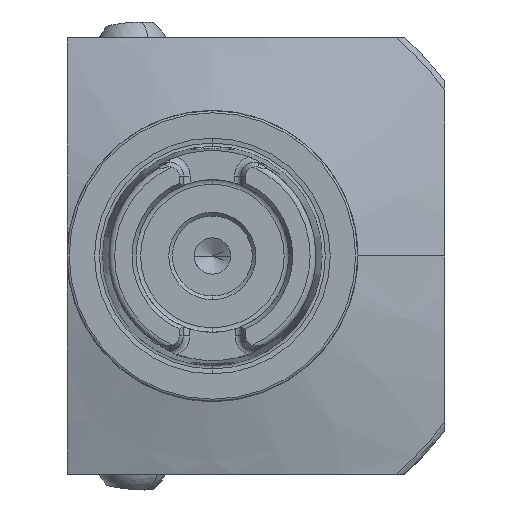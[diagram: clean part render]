
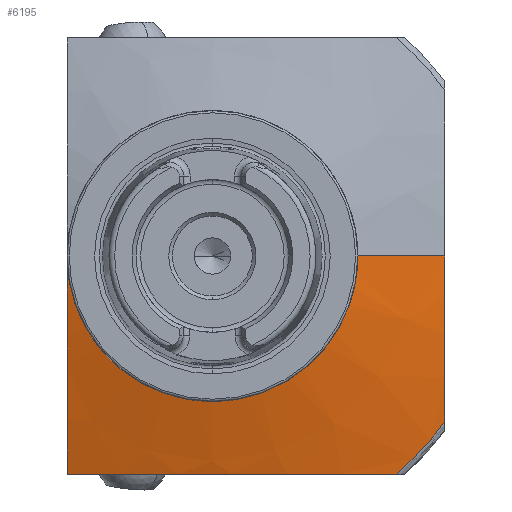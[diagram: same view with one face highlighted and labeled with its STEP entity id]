
A CAD part, left-side view. The second image highlights one B-rep face of the part: STEP entity #6195.
In plain terms, the highlighted conical face has half-angle 75 degrees and reference radius 39.259 mm.
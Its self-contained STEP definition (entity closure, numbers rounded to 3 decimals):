
#23 = VERTEX_POINT ( 'NONE', #2118 ) ;
#432 = CIRCLE ( 'NONE', #837, 17.241 ) ;
#733 = EDGE_CURVE ( 'NONE', #1179, #23, #432, .T. ) ;
#837 = AXIS2_PLACEMENT_3D ( 'NONE', #2209, #2210, #2211 ) ;
#1179 = VERTEX_POINT ( 'NONE', #4532 ) ;
#1233 = VERTEX_POINT ( 'NONE', #4558 ) ;
#1237 = VERTEX_POINT ( 'NONE', #4562 ) ;
#1248 = VERTEX_POINT ( 'NONE', #4573 ) ;
#1249 = VERTEX_POINT ( 'NONE', #4574 ) ;
#1252 = VERTEX_POINT ( 'NONE', #4577 ) ;
#1345 = ORIENTED_EDGE ( 'NONE', *, *, #2946, .F. ) ;
#1346 = ORIENTED_EDGE ( 'NONE', *, *, #733, .T. ) ;
#1347 = ORIENTED_EDGE ( 'NONE', *, *, #2865, .T. ) ;
#1348 = ORIENTED_EDGE ( 'NONE', *, *, #7443, .T. ) ;
#1349 = ORIENTED_EDGE ( 'NONE', *, *, #7444, .T. ) ;
#1350 = ORIENTED_EDGE ( 'NONE', *, *, #7438, .F. ) ;
#1351 = ORIENTED_EDGE ( 'NONE', *, *, #7445, .T. ) ;
#2118 = CARTESIAN_POINT ( 'NONE',  ( 35.199, 17.241, 0. ) ) ;
#2209 = CARTESIAN_POINT ( 'NONE',  ( 35.199, 0., 0. ) ) ;
#2210 = DIRECTION ( 'NONE',  ( 1., 0., 0. ) ) ;
#2211 = DIRECTION ( 'NONE',  ( 0., 1., 0. ) ) ;
#2561 = AXIS2_PLACEMENT_3D ( 'NONE', #8742, #8740, #8734 ) ;
#2623 = AXIS2_PLACEMENT_3D ( 'NONE', #5202, #5203, #5204 ) ;
#2865 = EDGE_CURVE ( 'NONE', #23, #1237, #3120, .T. ) ;
#2946 = EDGE_CURVE ( 'NONE', #1179, #1233, #3247, .T. ) ;
#3120 = LINE ( 'NONE', #7000, #3125 ) ;
#3125 = VECTOR ( 'NONE', #6985, 1000. ) ;
#3247 = LINE ( 'NONE', #7233, #3249 ) ;
#3249 = VECTOR ( 'NONE', #7216, 1000. ) ;
#3460 = FACE_OUTER_BOUND ( 'NONE', #8769, .T. ) ;
#3466 = CONICAL_SURFACE ( 'NONE', #2561, 39.259, 1.309 ) ;
#4273 = B_SPLINE_CURVE_WITH_KNOTS ( 'NONE', 3,
 ( #5247, #5246, #5260, #5261, #5262, #5263, #5264, #5265, #5266, #5267 ),
 .UNSPECIFIED., .F., .F.,
 ( 4, 2, 2, 2, 4 ),
 ( 0.118, 0.126, 0.133, 0.141, 0.148 ),
 .UNSPECIFIED. ) ;
#4274 = B_SPLINE_CURVE_WITH_KNOTS ( 'NONE', 3,
 ( #5259, #5258, #5270, #5271, #5272, #5273, #5274, #5275, #5276, #5277, #5278, #5279, #5280, #5281 ),
 .UNSPECIFIED., .F., .F.,
 ( 4, 2, 2, 2, 2, 2, 4 ),
 ( 0.091, 0.097, 0.102, 0.108, 0.114, 0.125, 0.136 ),
 .UNSPECIFIED. ) ;
#4279 = B_SPLINE_CURVE_WITH_KNOTS ( 'NONE', 3,
 ( #5269, #5268, #5284, #5285, #5286, #5287 ),
 .UNSPECIFIED., .F., .F.,
 ( 4, 2, 4 ),
 ( 0.039, 0.05, 0.062 ),
 .UNSPECIFIED. ) ;
#4532 = CARTESIAN_POINT ( 'NONE',  ( 35.199, -17.241, 0. ) ) ;
#4558 = CARTESIAN_POINT ( 'NONE',  ( 39.153, -32., 0. ) ) ;
#4562 = CARTESIAN_POINT ( 'NONE',  ( 35.938, 20., 0. ) ) ;
#4573 = CARTESIAN_POINT ( 'NONE',  ( 41.098, -32., -22.743 ) ) ;
#4574 = CARTESIAN_POINT ( 'NONE',  ( 41.098, -25.323, -30. ) ) ;
#4577 = CARTESIAN_POINT ( 'NONE',  ( 40.24, 20., -30. ) ) ;
#5202 = CARTESIAN_POINT ( 'NONE',  ( 41.098, 0., 0. ) ) ;
#5203 = DIRECTION ( 'NONE',  ( 1., 0., 0. ) ) ;
#5204 = DIRECTION ( 'NONE',  ( 0., 1., 0. ) ) ;
#5246 = CARTESIAN_POINT ( 'NONE',  ( 35.938, 20., -2.533 ) ) ;
#5247 = CARTESIAN_POINT ( 'NONE',  ( 35.938, 20., 0. ) ) ;
#5258 = CARTESIAN_POINT ( 'NONE',  ( 39.959, 18.113, -30. ) ) ;
#5259 = CARTESIAN_POINT ( 'NONE',  ( 40.24, 20., -30. ) ) ;
#5260 = CARTESIAN_POINT ( 'NONE',  ( 36.07, 20., -5.054 ) ) ;
#5261 = CARTESIAN_POINT ( 'NONE',  ( 36.546, 20., -10.077 ) ) ;
#5262 = CARTESIAN_POINT ( 'NONE',  ( 36.887, 20., -12.579 ) ) ;
#5263 = CARTESIAN_POINT ( 'NONE',  ( 37.692, 20., -17.571 ) ) ;
#5264 = CARTESIAN_POINT ( 'NONE',  ( 38.156, 20., -20.062 ) ) ;
#5265 = CARTESIAN_POINT ( 'NONE',  ( 39.154, 20., -25.036 ) ) ;
#5266 = CARTESIAN_POINT ( 'NONE',  ( 39.687, 20., -27.521 ) ) ;
#5267 = CARTESIAN_POINT ( 'NONE',  ( 40.24, 20., -30. ) ) ;
#5268 = CARTESIAN_POINT ( 'NONE',  ( 40.511, -32., -18.959 ) ) ;
#5269 = CARTESIAN_POINT ( 'NONE',  ( 41.098, -32., -22.743 ) ) ;
#5270 = CARTESIAN_POINT ( 'NONE',  ( 39.705, 16.218, -30. ) ) ;
#5271 = CARTESIAN_POINT ( 'NONE',  ( 39.267, 12.421, -30. ) ) ;
#5272 = CARTESIAN_POINT ( 'NONE',  ( 39.084, 10.523, -30. ) ) ;
#5273 = CARTESIAN_POINT ( 'NONE',  ( 38.803, 6.732, -30. ) ) ;
#5274 = CARTESIAN_POINT ( 'NONE',  ( 38.706, 4.838, -30. ) ) ;
#5275 = CARTESIAN_POINT ( 'NONE',  ( 38.606, 1.053, -30. ) ) ;
#5276 = CARTESIAN_POINT ( 'NONE',  ( 38.605, -0.837, -30. ) ) ;
#5277 = CARTESIAN_POINT ( 'NONE',  ( 38.742, -6.504, -30. ) ) ;
#5278 = CARTESIAN_POINT ( 'NONE',  ( 39.026, -10.275, -30. ) ) ;
#5279 = CARTESIAN_POINT ( 'NONE',  ( 39.882, -17.805, -30. ) ) ;
#5280 = CARTESIAN_POINT ( 'NONE',  ( 40.449, -21.567, -30. ) ) ;
#5281 = CARTESIAN_POINT ( 'NONE',  ( 41.098, -25.323, -30. ) ) ;
#5284 = CARTESIAN_POINT ( 'NONE',  ( 40.019, -32., -15.169 ) ) ;
#5285 = CARTESIAN_POINT ( 'NONE',  ( 39.339, -32., -7.588 ) ) ;
#5286 = CARTESIAN_POINT ( 'NONE',  ( 39.153, -32., -3.795 ) ) ;
#5287 = CARTESIAN_POINT ( 'NONE',  ( 39.153, -32., 0. ) ) ;
#5652 = CIRCLE ( 'NONE', #2623, 39.259 ) ;
#6195 = ADVANCED_FACE ( 'NONE', ( #3460 ), #3466, .T. ) ;
#6985 = DIRECTION ( 'NONE',  ( 0.259, 0.966, 0. ) ) ;
#7000 = CARTESIAN_POINT ( 'NONE',  ( 41.098, 39.259, 0. ) ) ;
#7216 = DIRECTION ( 'NONE',  ( 0.259, -0.966, 0. ) ) ;
#7233 = CARTESIAN_POINT ( 'NONE',  ( 41.098, -39.259, 0. ) ) ;
#7438 = EDGE_CURVE ( 'NONE', #1248, #1249, #5652, .T. ) ;
#7443 = EDGE_CURVE ( 'NONE', #1237, #1252, #4273, .T. ) ;
#7444 = EDGE_CURVE ( 'NONE', #1252, #1249, #4274, .T. ) ;
#7445 = EDGE_CURVE ( 'NONE', #1248, #1233, #4279, .T. ) ;
#8734 = DIRECTION ( 'NONE',  ( 0., 1., 0. ) ) ;
#8740 = DIRECTION ( 'NONE',  ( 1., 0., 0. ) ) ;
#8742 = CARTESIAN_POINT ( 'NONE',  ( 41.098, 0., 0. ) ) ;
#8769 = EDGE_LOOP ( 'NONE', ( #1345, #1346, #1347, #1348, #1349, #1350, #1351 ) ) ;
